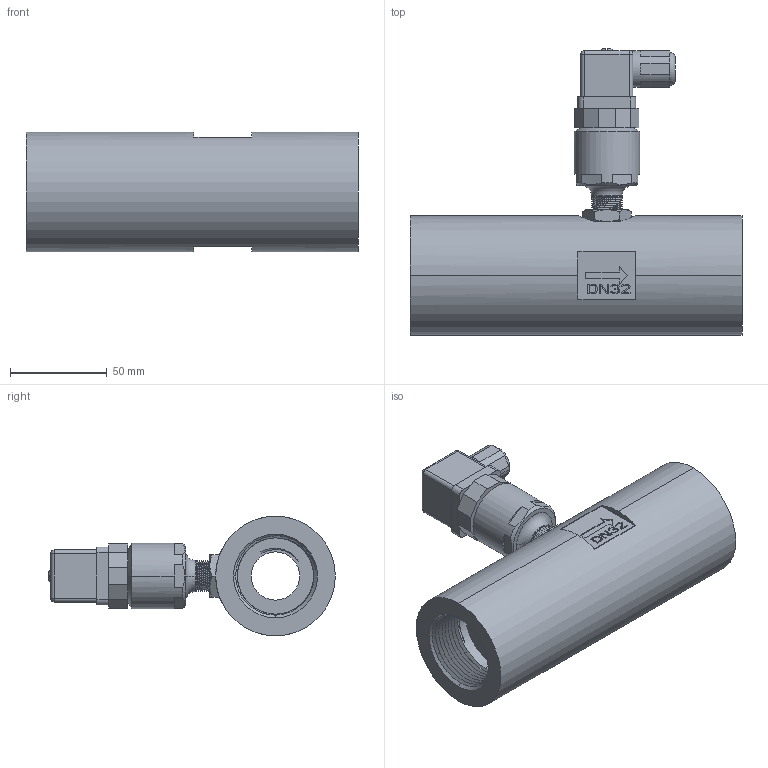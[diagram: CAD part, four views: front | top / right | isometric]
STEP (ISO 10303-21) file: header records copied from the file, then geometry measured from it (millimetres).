
FILE_DESCRIPTION(/* description */ (''),/* implementation_level */ '2;1');
FILE_NAME(/* name */ 'FM100-DN32AK-4-20mA-内螺纹.stp',/* time_stamp */ '2023-02-18T14:08:05+08:00',/* author */ (''),/* organization */ (''),/* preprocessor_version */ 'ST-DEVELOPER v16',/* originating_system */ 'SIEMENS PLM Software NX 10.0',/* authorisation */ '');
FILE_SCHEMA (('CONFIG_CONTROL_DESIGN'));
Length unit declared in the file: millimetre
Products named in the file (9): FM100-HSM.stp; ARB03S-2PE3PE.stp; FM120-05.stp; FM100-A-M16M.stp; DN32-G1-14K-L172_1.stp; FXHSM-ARB03S-2PE3PE_ASM.stp; FM100-4-20MA_ASM.stp; FM100-DN12AK.stp; _3D_FM100-DN12AK-4-20mA-内螺纹_step
Assembly tree (8 placements, depth 5):
  _3D_FM100-DN12AK-4-20mA-内螺纹_step
    FM100-DN12AK.stp
      FM100-4-20MA_ASM.stp
        FXHSM-ARB03S-2PE3PE_ASM.stp
          ARB03S-2PE3PE.stp
          FM100-HSM.stp
        FM100-A-M16M.stp
        FM120-05.stp
    DN32-G1-14K-L172_1.stp
Bounding box: 172 x 148.5 x 62 mm (x, y, z)
Volume: 455430.8 mm3; surface area: 79928.5 mm2
Topology: 5 solids, 6 shells, 535 faces, 1498 edges, 999 vertices
Faces by surface type: plane 392, cylinder 68, bspline 36, cone 31, torus 4, sphere 4
Entity records: 24082 total; most frequent: CARTESIAN_POINT 9676, ORIENTED_EDGE 2988, DIRECTION 2479, EDGE_CURVE 1494, LINE 1065, VECTOR 1065, VERTEX_POINT 999, AXIS2_PLACEMENT_3D 707
